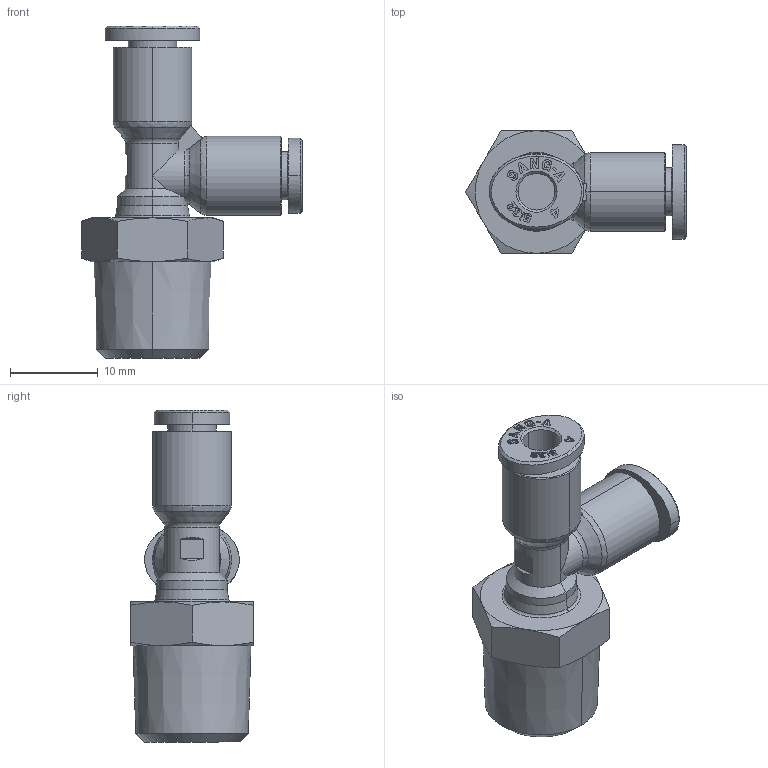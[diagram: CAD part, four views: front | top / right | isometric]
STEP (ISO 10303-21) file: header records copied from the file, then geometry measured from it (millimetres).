
FILE_DESCRIPTION (( 'STEP AP214' ), '1' );
FILE_NAME ('PST04-02.stp', '2015-10-15T09:13:44', ( '' ), ( '' ), 'SwSTEP 2.0', 'SolidWorks 2015', '' );
FILE_SCHEMA (( 'AUTOMOTIVE_DESIGN' ));
Length unit declared in the file: millimetre
Products named in the file (2): PST04-02; ｦ+ﾃｦ1
Assembly tree (1 placements, depth 2):
  PST04-02
    ｦ+ﾃｦ1
Bounding box: 25.18 x 14 x 37.9 mm (x, y, z)
Volume: 3300.7 mm3; surface area: 2816.5 mm2
Topology: 1 solids, 1 shells, 826 faces, 2322 edges, 1534 vertices
Faces by surface type: plane 675, bspline 64, cone 42, cylinder 37, torus 8
Entity records: 28712 total; most frequent: CARTESIAN_POINT 7081, ORIENTED_EDGE 4640, DIRECTION 3793, EDGE_CURVE 2320, VECTOR 1981, LINE 1981, VERTEX_POINT 1534, AXIS2_PLACEMENT_3D 906
